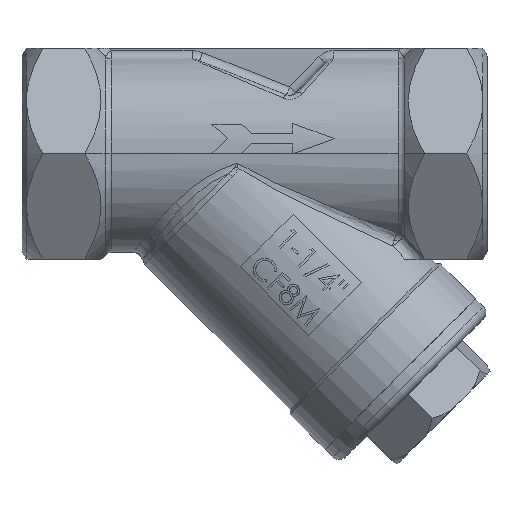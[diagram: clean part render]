
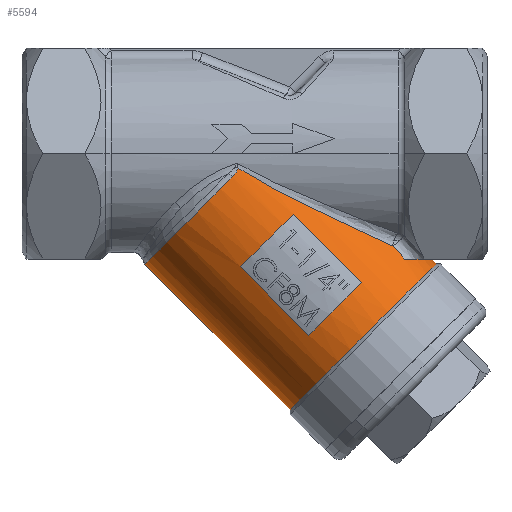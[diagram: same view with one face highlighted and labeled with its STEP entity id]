
A CAD part, top view. The second image highlights one B-rep face of the part: STEP entity #5594.
In plain terms, the highlighted cylindrical face has radius 23.5 mm (diameter 47 mm), a partial arc.
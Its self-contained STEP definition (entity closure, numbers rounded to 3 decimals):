
#204=(
BOUNDED_CURVE()
B_SPLINE_CURVE(3,(#14370,#14371,#14372,#14373),.UNSPECIFIED.,.F.,.F.)
B_SPLINE_CURVE_WITH_KNOTS((4,4),(2.528,3.142),
 .UNSPECIFIED.)
CURVE()
GEOMETRIC_REPRESENTATION_ITEM()
RATIONAL_B_SPLINE_CURVE((1.,0.969,0.969,1.))
REPRESENTATION_ITEM('')
);
#441=LINE('',#14009,#770);
#446=LINE('',#14026,#775);
#495=LINE('',#14967,#824);
#496=LINE('',#14968,#825);
#770=VECTOR('',#6792,1000.);
#775=VECTOR('',#6811,1000.);
#824=VECTOR('',#7002,1000.);
#825=VECTOR('',#7003,1000.);
#930=CYLINDRICAL_SURFACE('',#6012,23.5);
#951=CIRCLE('',#5684,23.5);
#1043=CIRCLE('',#5903,23.5);
#1045=CIRCLE('',#5906,23.5);
#1081=CIRCLE('',#6013,23.5);
#2524=ORIENTED_EDGE('',*,*,#3550,.T.);
#2525=ORIENTED_EDGE('',*,*,#3527,.T.);
#2526=ORIENTED_EDGE('',*,*,#3466,.F.);
#2527=ORIENTED_EDGE('',*,*,#2859,.T.);
#2528=ORIENTED_EDGE('',*,*,#2891,.T.);
#2529=ORIENTED_EDGE('',*,*,#2825,.T.);
#2530=ORIENTED_EDGE('',*,*,#2822,.T.);
#2531=ORIENTED_EDGE('',*,*,#2819,.T.);
#2532=ORIENTED_EDGE('',*,*,#3528,.F.);
#2533=ORIENTED_EDGE('',*,*,#3392,.F.);
#2534=ORIENTED_EDGE('',*,*,#3389,.F.);
#2535=ORIENTED_EDGE('',*,*,#3383,.T.);
#2536=ORIENTED_EDGE('',*,*,#3387,.F.);
#2819=EDGE_CURVE('',#3649,#3651,#4178,.T.);
#2822=EDGE_CURVE('',#3652,#3649,#951,.T.);
#2825=EDGE_CURVE('',#3654,#3652,#4182,.T.);
#2859=EDGE_CURVE('',#3682,#3681,#4200,.T.);
#2891=EDGE_CURVE('',#3681,#3654,#4224,.T.);
#3383=EDGE_CURVE('',#4028,#4027,#441,.T.);
#3387=EDGE_CURVE('',#4030,#4027,#1043,.T.);
#3389=EDGE_CURVE('',#4028,#4032,#1045,.T.);
#3392=EDGE_CURVE('',#4032,#4030,#446,.T.);
#3466=EDGE_CURVE('',#3682,#4085,#204,.T.);
#3527=EDGE_CURVE('',#4076,#4085,#495,.T.);
#3528=EDGE_CURVE('',#4074,#3651,#496,.T.);
#3550=EDGE_CURVE('',#4074,#4076,#1081,.T.);
#3649=VERTEX_POINT('',#7482);
#3651=VERTEX_POINT('',#7492);
#3652=VERTEX_POINT('',#7502);
#3654=VERTEX_POINT('',#7550);
#3681=VERTEX_POINT('',#7821);
#3682=VERTEX_POINT('',#7826);
#4027=VERTEX_POINT('',#14008);
#4028=VERTEX_POINT('',#14010);
#4030=VERTEX_POINT('',#14016);
#4032=VERTEX_POINT('',#14022);
#4074=VERTEX_POINT('',#14291);
#4076=VERTEX_POINT('',#14294);
#4085=VERTEX_POINT('',#14374);
#4178=B_SPLINE_CURVE_WITH_KNOTS('',3,(#7493,#7494,#7495,#7496),
 .UNSPECIFIED.,.F.,.F.,(4,4),(0.,1.),.UNSPECIFIED.);
#4182=B_SPLINE_CURVE_WITH_KNOTS('',3,(#7557,#7558,#7559,#7560,#7561,#7562,
#7563,#7564,#7565,#7566),.UNSPECIFIED.,.F.,.F.,(4,1,1,1,1,1,1,4),(0.,0.25,
0.375,0.5,0.625,0.75,0.875,1.),.UNSPECIFIED.);
#4200=B_SPLINE_CURVE_WITH_KNOTS('',3,(#7822,#7823,#7824,#7825),
 .UNSPECIFIED.,.F.,.F.,(4,4),(0.,1.),.UNSPECIFIED.);
#4224=B_SPLINE_CURVE_WITH_KNOTS('',3,(#10213,#10214,#10215,#10216,#10217,
#10218,#10219,#10220,#10221,#10222,#10223,#10224,#10225,#10226,#10227,#10228,
#10229,#10230,#10231,#10232,#10233,#10234,#10235,#10236,#10237,#10238,#10239,
#10240,#10241,#10242,#10243,#10244,#10245,#10246,#10247,#10248,#10249),
 .UNSPECIFIED.,.F.,.F.,(4,1,1,1,1,1,1,1,1,1,1,1,1,1,1,1,1,1,1,1,1,1,1,1,
1,1,1,1,1,1,1,1,1,1,4),(0.,0.063,0.125,0.188,0.219,0.234,0.25,0.266,
0.281,0.313,0.344,0.375,0.406,0.438,0.5,0.563,0.625,0.656,0.688,
0.719,0.734,0.75,0.766,0.781,0.813,0.844,0.859,0.867,
0.875,0.883,0.891,0.906,0.938,0.969,1.),.UNSPECIFIED.);
#4794=EDGE_LOOP('',(#2524,#2525,#2526,#2527,#2528,#2529,#2530,#2531,#2532));
#4795=EDGE_LOOP('',(#2533,#2534,#2535,#2536));
#5167=FACE_BOUND('',#4794,.T.);
#5168=FACE_BOUND('',#4795,.T.);
#5594=ADVANCED_FACE('',(#5167,#5168),#930,.T.);
#5684=AXIS2_PLACEMENT_3D('',#7505,#6129,#6130);
#5903=AXIS2_PLACEMENT_3D('',#14017,#6799,#6800);
#5906=AXIS2_PLACEMENT_3D('',#14021,#6805,#6806);
#6012=AXIS2_PLACEMENT_3D('',#15101,#7078,#7079);
#6013=AXIS2_PLACEMENT_3D('',#15102,#7080,#7081);
#6129=DIRECTION('',(0.707,-0.707,0.));
#6130=DIRECTION('',(0.707,0.707,0.));
#6792=DIRECTION('',(-0.707,0.707,0.));
#6799=DIRECTION('',(0.707,-0.707,0.));
#6800=DIRECTION('',(0.707,0.707,0.));
#6805=DIRECTION('',(-0.707,0.707,0.));
#6806=DIRECTION('',(-0.707,-0.707,0.));
#6811=DIRECTION('',(-0.707,0.707,0.));
#7002=DIRECTION('',(-0.707,0.707,0.));
#7003=DIRECTION('',(-0.707,0.707,0.));
#7078=DIRECTION('',(-0.707,0.707,0.));
#7079=DIRECTION('',(-0.707,-0.707,0.));
#7080=DIRECTION('',(-0.707,0.707,0.));
#7081=DIRECTION('',(-0.707,-0.707,0.));
#7482=CARTESIAN_POINT('',(-24.844,-25.028,3.459));
#7492=CARTESIAN_POINT('',(-25.027,-25.208,0.));
#7493=CARTESIAN_POINT('',(-24.844,-25.028,3.459));
#7494=CARTESIAN_POINT('',(-24.965,-25.148,2.315));
#7495=CARTESIAN_POINT('',(-25.026,-25.208,1.157));
#7496=CARTESIAN_POINT('',(-25.027,-25.208,0.));
#7502=CARTESIAN_POINT('',(-5.137,-5.32,23.04));
#7505=CARTESIAN_POINT('',(-8.408,-8.592,0.));
#7550=CARTESIAN_POINT('',(-3.816,-3.256,22.427));
#7557=CARTESIAN_POINT('',(-3.816,-3.256,22.427));
#7558=CARTESIAN_POINT('',(-3.841,-3.427,22.47));
#7559=CARTESIAN_POINT('',(-3.924,-3.699,22.547));
#7560=CARTESIAN_POINT('',(-4.115,-4.072,22.66));
#7561=CARTESIAN_POINT('',(-4.329,-4.397,22.761));
#7562=CARTESIAN_POINT('',(-4.492,-4.61,22.827));
#7563=CARTESIAN_POINT('',(-4.713,-4.874,22.909));
#7564=CARTESIAN_POINT('',(-4.9,-5.078,22.97));
#7565=CARTESIAN_POINT('',(-5.056,-5.239,23.017));
#7566=CARTESIAN_POINT('',(-5.137,-5.32,23.04));
#7821=CARTESIAN_POINT('',(31.502,-21.028,13.223));
#7822=CARTESIAN_POINT('',(34.171,-24.,13.532));
#7823=CARTESIAN_POINT('',(33.241,-22.972,13.434));
#7824=CARTESIAN_POINT('',(32.352,-21.981,13.331));
#7825=CARTESIAN_POINT('',(31.502,-21.028,13.223));
#7826=CARTESIAN_POINT('',(34.171,-24.,13.532));
#10213=CARTESIAN_POINT('',(31.502,-21.028,13.223));
#10214=CARTESIAN_POINT('',(30.893,-20.747,13.564));
#10215=CARTESIAN_POINT('',(29.622,-20.16,14.235));
#10216=CARTESIAN_POINT('',(27.557,-19.203,15.211));
#10217=CARTESIAN_POINT('',(25.711,-18.345,15.991));
#10218=CARTESIAN_POINT('',(24.343,-17.707,16.522));
#10219=CARTESIAN_POINT('',(23.555,-17.338,16.816));
#10220=CARTESIAN_POINT('',(22.916,-17.039,17.047));
#10221=CARTESIAN_POINT('',(22.415,-16.805,17.224));
#10222=CARTESIAN_POINT('',(21.689,-16.464,17.474));
#10223=CARTESIAN_POINT('',(20.781,-16.037,17.775));
#10224=CARTESIAN_POINT('',(19.667,-15.512,18.127));
#10225=CARTESIAN_POINT('',(18.501,-14.96,18.476));
#10226=CARTESIAN_POINT('',(17.422,-14.448,18.784));
#10227=CARTESIAN_POINT('',(15.931,-13.737,19.19));
#10228=CARTESIAN_POINT('',(14.022,-12.821,19.671));
#10229=CARTESIAN_POINT('',(11.766,-11.727,20.184));
#10230=CARTESIAN_POINT('',(9.913,-10.816,20.563));
#10231=CARTESIAN_POINT('',(8.35,-10.037,20.859));
#10232=CARTESIAN_POINT('',(7.214,-9.465,21.061));
#10233=CARTESIAN_POINT('',(6.286,-8.993,21.217));
#10234=CARTESIAN_POINT('',(5.544,-8.611,21.335));
#10235=CARTESIAN_POINT('',(5.023,-8.342,21.417));
#10236=CARTESIAN_POINT('',(4.396,-8.015,21.511));
#10237=CARTESIAN_POINT('',(3.617,-7.605,21.625));
#10238=CARTESIAN_POINT('',(2.661,-7.095,21.757));
#10239=CARTESIAN_POINT('',(1.748,-6.597,21.873));
#10240=CARTESIAN_POINT('',(1.137,-6.258,21.948));
#10241=CARTESIAN_POINT('',(0.784,-6.06,21.989));
#10242=CARTESIAN_POINT('',(0.549,-5.928,22.016));
#10243=CARTESIAN_POINT('',(0.216,-5.738,22.054));
#10244=CARTESIAN_POINT('',(-0.185,-5.508,22.098));
#10245=CARTESIAN_POINT('',(-0.886,-5.101,22.173));
#10246=CARTESIAN_POINT('',(-1.825,-4.539,22.265));
#10247=CARTESIAN_POINT('',(-2.871,-3.884,22.356));
#10248=CARTESIAN_POINT('',(-3.511,-3.463,22.405));
#10249=CARTESIAN_POINT('',(-3.816,-3.256,22.427));
#14008=CARTESIAN_POINT('',(-3.211,-25.809,21.909));
#14009=CARTESIAN_POINT('',(-23.01,-6.01,21.909));
#14010=CARTESIAN_POINT('',(12.345,-41.366,21.909));
#14016=CARTESIAN_POINT('',(8.809,-13.789,21.909));
#14017=CARTESIAN_POINT('',(2.799,-19.799,0.));
#14021=CARTESIAN_POINT('',(18.355,-35.355,0.));
#14022=CARTESIAN_POINT('',(24.366,-29.345,21.909));
#14026=CARTESIAN_POINT('',(-10.99,6.01,21.909));
#14291=CARTESIAN_POINT('',(8.102,-58.336,0.));
#14294=CARTESIAN_POINT('',(41.336,-25.102,0.));
#14370=CARTESIAN_POINT('',(34.171,-24.,13.532));
#14371=CARTESIAN_POINT('',(38.148,-24.,9.539));
#14372=CARTESIAN_POINT('',(40.234,-24.,4.884));
#14373=CARTESIAN_POINT('',(40.234,-24.,0.));
#14374=CARTESIAN_POINT('',(40.234,-24.,0.));
#14967=CARTESIAN_POINT('',(-0.383,16.617,0.));
#14968=CARTESIAN_POINT('',(-33.617,-16.617,0.));
#15101=CARTESIAN_POINT('',(-17.,0.,0.));
#15102=CARTESIAN_POINT('',(24.719,-41.719,0.));
